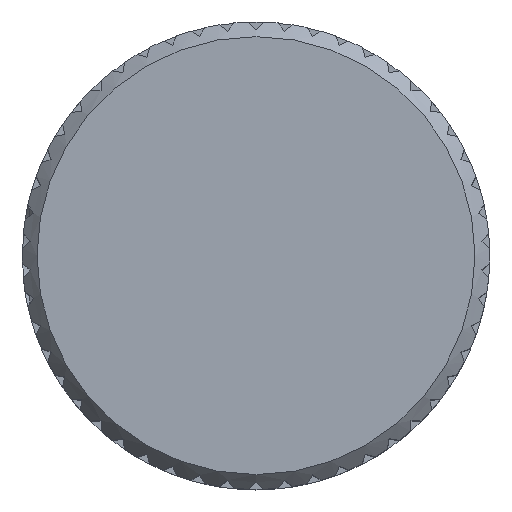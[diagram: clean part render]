
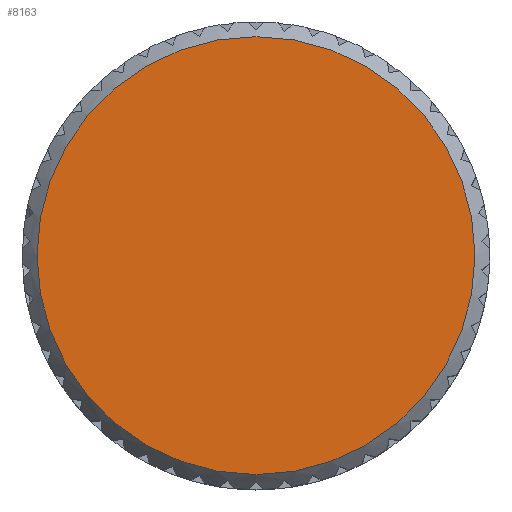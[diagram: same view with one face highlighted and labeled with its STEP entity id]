
A CAD part, top view. The second image highlights one B-rep face of the part: STEP entity #8163.
In plain terms, the highlighted planar face has unit normal (0, 0, 1).
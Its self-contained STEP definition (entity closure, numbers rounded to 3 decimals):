
#225=CIRCLE('',#8728,8.711);
#615=FACE_OUTER_BOUND('',#1124,.T.);
#1124=EDGE_LOOP('',(#6668));
#3789=VERTEX_POINT('',#13149);
#4807=EDGE_CURVE('',#3789,#3789,#225,.T.);
#6668=ORIENTED_EDGE('',*,*,#4807,.T.);
#7658=PLANE('',#8727);
#8163=ADVANCED_FACE('',(#615),#7658,.T.);
#8727=AXIS2_PLACEMENT_3D('',#13148,#10557,#10558);
#8728=AXIS2_PLACEMENT_3D('',#13150,#10559,#10560);
#10557=DIRECTION('center_axis',(0.,0.,1.));
#10558=DIRECTION('ref_axis',(1.,0.,0.));
#10559=DIRECTION('center_axis',(0.,0.,1.));
#10560=DIRECTION('ref_axis',(0.,-1.,0.));
#13148=CARTESIAN_POINT('Origin',(0.,0.,
169.03));
#13149=CARTESIAN_POINT('',(0.,8.711,169.03));
#13150=CARTESIAN_POINT('Origin',(0.,0.,169.03));
